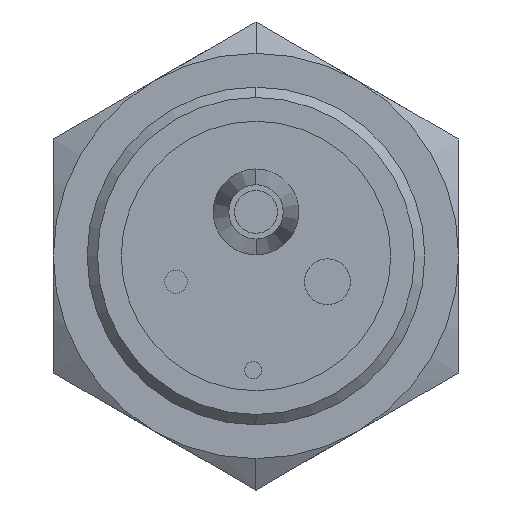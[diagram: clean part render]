
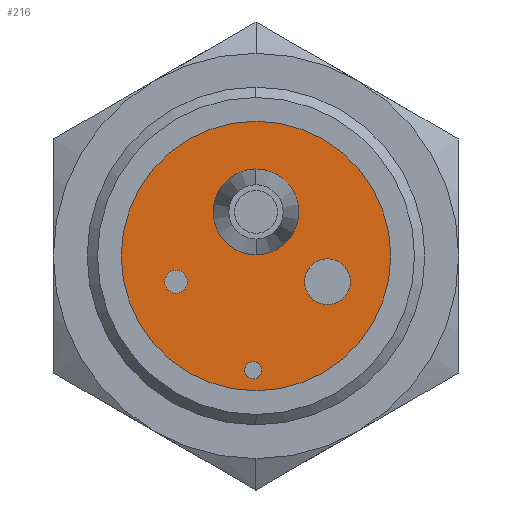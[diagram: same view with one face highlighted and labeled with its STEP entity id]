
A CAD part, left-side view. The second image highlights one B-rep face of the part: STEP entity #216.
In plain terms, the highlighted planar face has unit normal (-1, 0, 0).
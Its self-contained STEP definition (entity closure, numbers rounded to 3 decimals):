
#108=CARTESIAN_POINT('POINT9',(-69.873,0.,7.73));
#109=VERTEX_POINT('VERTEX9',#108);
#116=CARTESIAN_POINT('POINT10',(-69.873,0.,
   0.11));
#117=VERTEX_POINT('VERTEX10',#116);
#118=CARTESIAN_POINT('POS12',(-69.873,0.,3.92));
#119=DIRECTION('DIR20',(1.,0.,0.));
#120=DIRECTION('DIR21',(0.,0.,1.));
#121=AXIS2_PLACEMENT_3D('AXIS9',#118,#119,#120);
#122=CIRCLE('ELLIPSE5',#121,3.81);
#123=EDGE_CURVE('EDGE12',#117,#109,#122,.T.);
#143=EDGE_CURVE('EDGE14',#109,#117,#122,.T.);
#148=CARTESIAN_POINT('POINT11',(-69.873,0.254,-9.398));
#149=VERTEX_POINT('VERTEX11',#148);
#156=CARTESIAN_POINT('POINT12',(-69.873,0.254,-10.922));
#157=VERTEX_POINT('VERTEX12',#156);
#158=CARTESIAN_POINT('POS16',(-69.873,0.254,-10.16));
#159=DIRECTION('DIR26',(1.,0.,0.));
#160=DIRECTION('DIR27',(0.,0.,1.));
#161=AXIS2_PLACEMENT_3D('AXIS11',#158,#159,#160);
#162=CIRCLE('ELLIPSE6',#161,0.762);
#163=EDGE_CURVE('EDGE16',#157,#149,#162,.T.);
#183=EDGE_CURVE('EDGE18',#149,#157,#162,.T.);
#188=ORIENTED_EDGE('COEDGE33',*,*,#183,.T.);
#189=ORIENTED_EDGE('COEDGE34',*,*,#163,.T.);
#190=EDGE_LOOP('NONE',(#188,#189));
#191=FACE_BOUND('LOOP1',#190,.T.);
#192=ORIENTED_EDGE('COEDGE35',*,*,#143,.T.);
#193=ORIENTED_EDGE('COEDGE36',*,*,#123,.T.);
#194=EDGE_LOOP('NONE',(#192,#193));
#195=FACE_BOUND('LOOP1',#194,.T.);
#196=CARTESIAN_POINT('POINT13',(-69.873,0.,-11.968));
#197=VERTEX_POINT('VERTEX13',#196);
#198=CARTESIAN_POINT('POINT14',(-69.873,0.,
   11.968));
#199=VERTEX_POINT('VERTEX14',#198);
#200=CARTESIAN_POINT('POS19',(-69.873,0.,0.));
#201=DIRECTION('DIR31',(1.,0.,0.));
#202=DIRECTION('DIR32',(0.,0.,-1.));
#203=AXIS2_PLACEMENT_3D('AXIS13',#200,#201,#202);
#204=CIRCLE('ELLIPSE7',#203,11.968);
#205=EDGE_CURVE('EDGE19',#197,#199,#204,.T.);
#206=ORIENTED_EDGE('COEDGE37',*,*,#205,.F.);
#207=EDGE_CURVE('EDGE20',#199,#197,#204,.T.);
#208=ORIENTED_EDGE('COEDGE38',*,*,#207,.F.);
#209=EDGE_LOOP('NONE',(#206,#208));
#210=FACE_BOUND('LOOP1',#209,.T.);
#211=CARTESIAN_POINT('POS20',(-69.873,0.,0.));
#212=DIRECTION('DIR33',(1.,0.,0.));
#213=DIRECTION('DIR34',(0.,1.,0.));
#214=AXIS2_PLACEMENT_3D('AXIS14',#211,#212,#213);
#215=PLANE('PLANE4',#214);
#216=ADVANCED_FACE('FACE10',(#191,#195,#210),#215,.F.);
